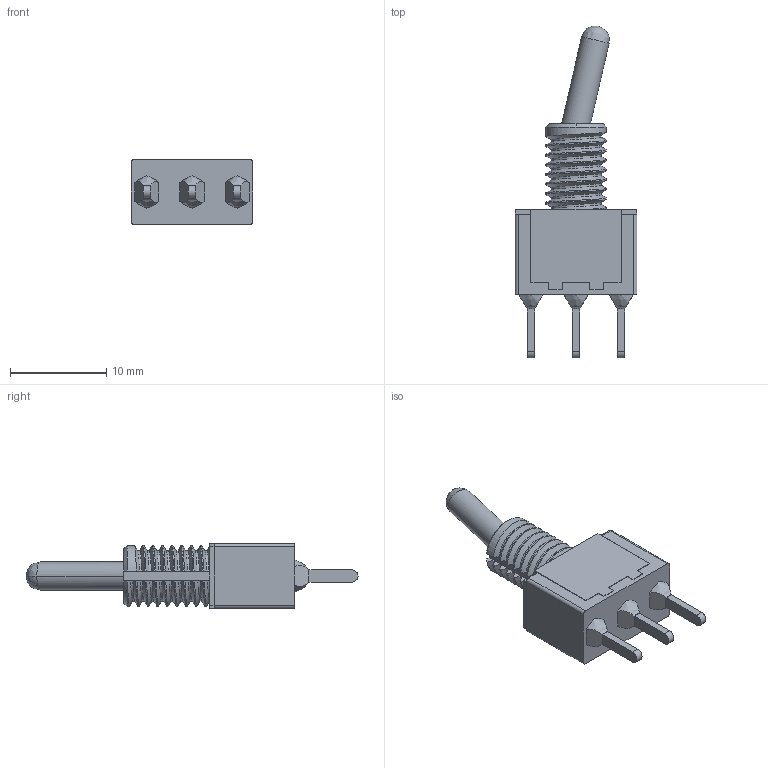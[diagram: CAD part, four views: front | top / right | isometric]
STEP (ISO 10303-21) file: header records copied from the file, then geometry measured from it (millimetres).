
FILE_DESCRIPTION (( 'STEP AP214' ), '1' );
FILE_NAME ('switch_1ms3t1b1m2qes_1_4.STEP', '2023-03-07T00:13:55', ( '' ), ( '' ), 'SwSTEP 2.0', 'SolidWorks 2022', '' );
FILE_SCHEMA (( 'AUTOMOTIVE_DESIGN' ));
Length unit declared in the file: inch
Products named in the file (1): switch_1ms3t1b1m2qes_1_4
Bounding box: 12.7 x 34.57 x 6.86 mm (x, y, z)
Volume: 1089.4 mm3; surface area: 979 mm2
Topology: 1 solids, 1 shells, 124 faces, 352 edges, 229 vertices
Faces by surface type: plane 66, bspline 35, cylinder 20, cone 3
Entity records: 13752 total; most frequent: CARTESIAN_POINT 10792, ORIENTED_EDGE 684, DIRECTION 437, EDGE_CURVE 342, VERTEX_POINT 229, VECTOR 185, LINE 185, EDGE_LOOP 133
